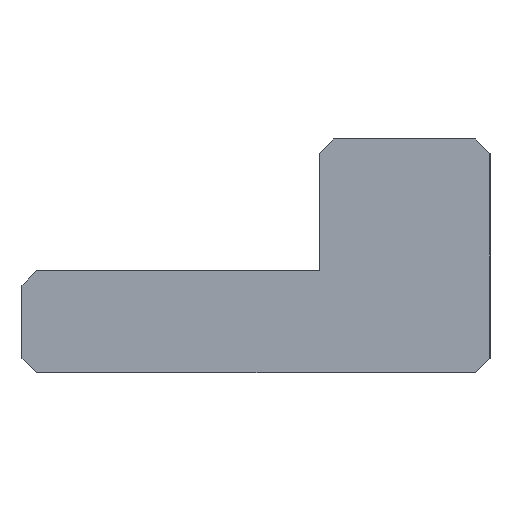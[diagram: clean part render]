
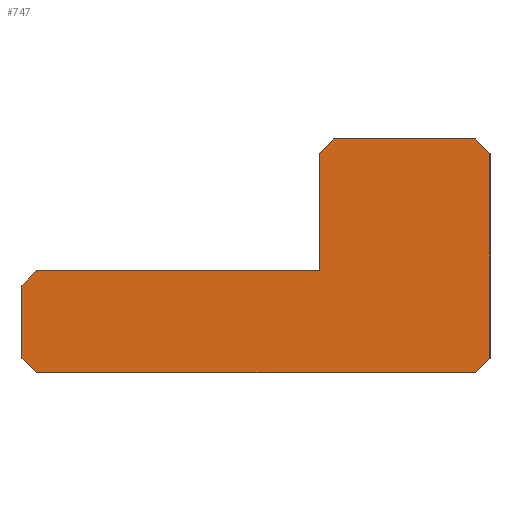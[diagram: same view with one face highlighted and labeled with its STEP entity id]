
A CAD part, left-side view. The second image highlights one B-rep face of the part: STEP entity #747.
In plain terms, the highlighted planar face has unit normal (-1, 0, 0).
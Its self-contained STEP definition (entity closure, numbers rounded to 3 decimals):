
#2=DIRECTION('',(0.,-1.,0.));
#3=VECTOR('',#2,5.8);
#4=CARTESIAN_POINT('',(-11.5,9.3,-0.4));
#5=LINE('',#4,#3);
#6=DIRECTION('',(0.,0.,1.));
#7=VECTOR('',#6,2.4);
#8=CARTESIAN_POINT('',(-11.5,3.5,-0.4));
#9=LINE('',#8,#7);
#10=DIRECTION('',(0.,-1.,0.));
#11=VECTOR('',#10,2.9);
#12=CARTESIAN_POINT('',(-11.5,3.2,2.3));
#13=LINE('',#12,#11);
#14=DIRECTION('',(0.,0.,-1.));
#15=VECTOR('',#14,4.2);
#16=CARTESIAN_POINT('',(-11.5,0.,2.));
#17=LINE('',#16,#15);
#18=DIRECTION('',(0.,1.,0.));
#19=VECTOR('',#18,9.);
#20=CARTESIAN_POINT('',(-11.5,0.3,-2.5));
#21=LINE('',#20,#19);
#22=DIRECTION('',(0.,0.,1.));
#23=VECTOR('',#22,1.5);
#24=CARTESIAN_POINT('',(-11.5,9.6,-2.2));
#25=LINE('',#24,#23);
#225=DIRECTION('',(0.,0.707,0.707));
#226=VECTOR('',#225,0.424);
#227=CARTESIAN_POINT('',(-11.5,0.,2.));
#228=LINE('',#227,#226);
#378=DIRECTION('',(0.,0.707,-0.707));
#379=VECTOR('',#378,0.424);
#380=CARTESIAN_POINT('',(-11.5,3.2,2.3));
#381=LINE('',#380,#379);
#431=DIRECTION('',(0.,0.707,-0.707));
#432=VECTOR('',#431,0.424);
#433=CARTESIAN_POINT('',(-11.5,9.3,-0.4));
#434=LINE('',#433,#432);
#447=DIRECTION('',(0.,-0.707,-0.707));
#448=VECTOR('',#447,0.424);
#449=CARTESIAN_POINT('',(-11.5,9.6,-2.2));
#450=LINE('',#449,#448);
#467=DIRECTION('',(0.,-0.707,0.707));
#468=VECTOR('',#467,0.424);
#469=CARTESIAN_POINT('',(-11.5,0.3,-2.5));
#470=LINE('',#469,#468);
#598=CARTESIAN_POINT('',(-11.5,3.5,-0.4));
#600=VERTEX_POINT('',#598);
#602=CARTESIAN_POINT('',(-11.5,9.3,-0.4));
#604=VERTEX_POINT('',#602);
#606=CARTESIAN_POINT('',(-11.5,9.6,-0.7));
#608=VERTEX_POINT('',#606);
#610=CARTESIAN_POINT('',(-11.5,9.6,-2.2));
#612=VERTEX_POINT('',#610);
#614=CARTESIAN_POINT('',(-11.5,9.3,-2.5));
#616=VERTEX_POINT('',#614);
#618=CARTESIAN_POINT('',(-11.5,3.2,2.3));
#619=CARTESIAN_POINT('',(-11.5,3.5,2.));
#620=VERTEX_POINT('',#618);
#621=VERTEX_POINT('',#619);
#626=CARTESIAN_POINT('',(-11.5,0.,2.));
#627=CARTESIAN_POINT('',(-11.5,0.3,2.3));
#628=VERTEX_POINT('',#626);
#629=VERTEX_POINT('',#627);
#634=CARTESIAN_POINT('',(-11.5,0.3,-2.5));
#635=CARTESIAN_POINT('',(-11.5,0.,-2.2));
#636=VERTEX_POINT('',#634);
#637=VERTEX_POINT('',#635);
#718=CARTESIAN_POINT('',(-11.5,0.,0.));
#719=DIRECTION('',(1.,0.,0.));
#720=DIRECTION('',(0.,0.,-1.));
#721=AXIS2_PLACEMENT_3D('',#718,#719,#720);
#722=PLANE('',#721);
#724=ORIENTED_EDGE('',*,*,#723,.T.);
#726=ORIENTED_EDGE('',*,*,#725,.T.);
#728=ORIENTED_EDGE('',*,*,#727,.F.);
#730=ORIENTED_EDGE('',*,*,#729,.T.);
#732=ORIENTED_EDGE('',*,*,#731,.F.);
#734=ORIENTED_EDGE('',*,*,#733,.T.);
#736=ORIENTED_EDGE('',*,*,#735,.F.);
#738=ORIENTED_EDGE('',*,*,#737,.T.);
#740=ORIENTED_EDGE('',*,*,#739,.F.);
#742=ORIENTED_EDGE('',*,*,#741,.T.);
#744=ORIENTED_EDGE('',*,*,#743,.F.);
#745=EDGE_LOOP('',(#724,#726,#728,#730,#732,#734,#736,#738,#740,#742,#744));
#746=FACE_OUTER_BOUND('',#745,.F.);
#747=ADVANCED_FACE('',(#746),#722,.F.);
#723=EDGE_CURVE('',#604,#600,#5,.T.);
#725=EDGE_CURVE('',#600,#621,#9,.T.);
#727=EDGE_CURVE('',#620,#621,#381,.T.);
#729=EDGE_CURVE('',#620,#629,#13,.T.);
#731=EDGE_CURVE('',#628,#629,#228,.T.);
#733=EDGE_CURVE('',#628,#637,#17,.T.);
#735=EDGE_CURVE('',#636,#637,#470,.T.);
#737=EDGE_CURVE('',#636,#616,#21,.T.);
#739=EDGE_CURVE('',#612,#616,#450,.T.);
#741=EDGE_CURVE('',#612,#608,#25,.T.);
#743=EDGE_CURVE('',#604,#608,#434,.T.);
